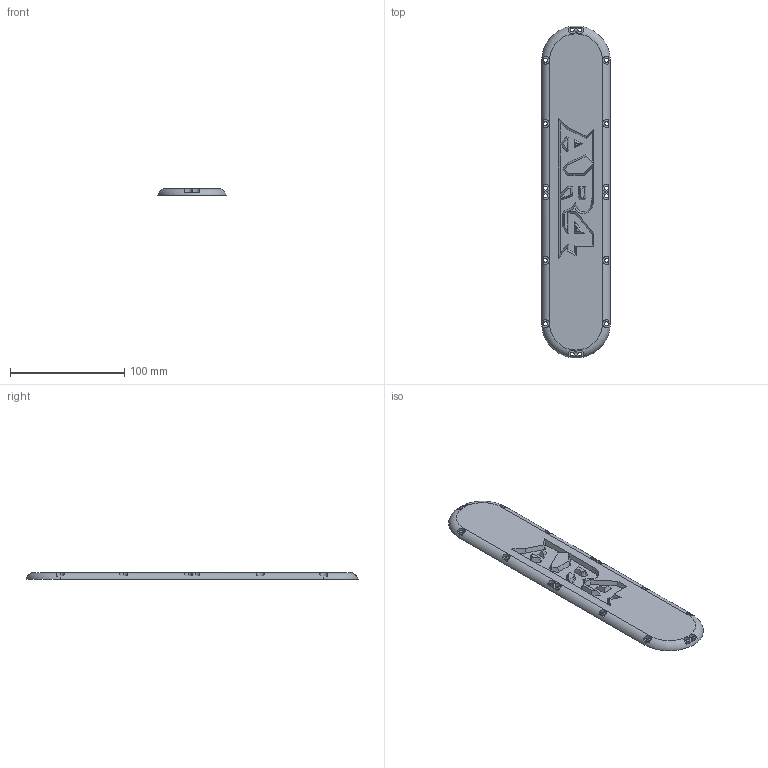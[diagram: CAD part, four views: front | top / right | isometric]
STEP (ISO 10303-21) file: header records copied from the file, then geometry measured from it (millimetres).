
FILE_DESCRIPTION (( 'STEP AP214' ), '1' );
FILE_NAME ('J2 Side Cover Single Piece.STEP', '2023-04-17T03:00:26', ( '' ), ( '' ), 'SwSTEP 2.0', 'SolidWorks 2021', '' );
FILE_SCHEMA (( 'AUTOMOTIVE_DESIGN' ));
Length unit declared in the file: millimetre
Products named in the file (1): J2 Side Cover Single Piece
Bounding box: 60 x 290.98 x 6 mm (x, y, z)
Volume: 82988.6 mm3; surface area: 37535.7 mm2
Topology: 1 solids, 1 shells, 148 faces, 397 edges, 263 vertices
Faces by surface type: plane 69, cylinder 68, bspline 9, torus 2
Entity records: 9812 total; most frequent: CARTESIAN_POINT 4407, ORIENTED_EDGE 794, DIRECTION 733, EDGE_CURVE 397, VERTEX_POINT 263, AXIS2_PLACEMENT_3D 258, VECTOR 217, LINE 217
